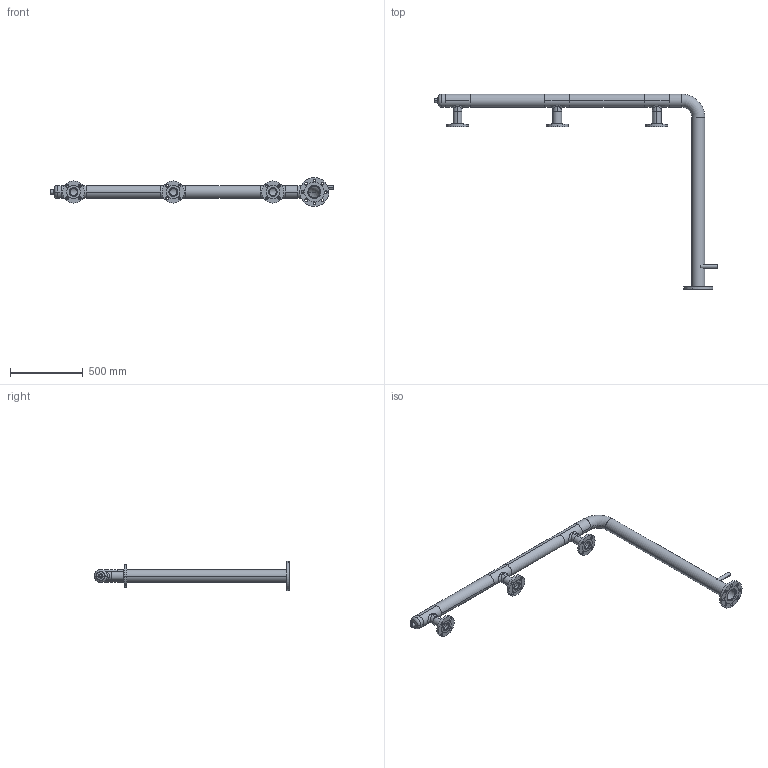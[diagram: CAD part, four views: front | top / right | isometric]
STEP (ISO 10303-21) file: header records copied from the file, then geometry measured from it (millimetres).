
FILE_DESCRIPTION (( 'STEP AP203' ), '1' );
FILE_NAME ('3996-50_REV_.step', '2026-03-02T23:57:32', ( '' ), ( '' ), 'SwSTEP 2.0', 'SolidWorks 2025', '' );
FILE_SCHEMA (( 'CONFIG_CONTROL_DESIGN' ));
Length unit declared in the file: millimetre
Products named in the file (9): 3996-50-10_Default<As Machined>; OEM-1_2-BSPP-3000-316L; OEM-80NB-40-C_316L; OEM-50-150-SO-316L; OEM-80-LR-40-316L_Default<As Machined>; OEM-80x50-T-40-316L; 3996-50-20_Default<As Machined>; 3996-50_REV_; OEM-80NB-PN10-SO-316L_80NB BORE
Assembly tree (12 placements, depth 2):
  3996-50_REV_
    3996-50-10_Default<As Machined>
    OEM-80-LR-40-316L_Default<As Machined>
    OEM-80x50-T-40-316L  x3
    OEM-80NB-40-C_316L
    OEM-80NB-PN10-SO-316L_80NB BORE
    OEM-50-150-SO-316L  x3
    OEM-1_2-BSPP-3000-316L
    3996-50-20_Default<As Machined>
Bounding box: 1951.7 x 1344.45 x 199.81 mm (x, y, z)
Volume: 6000911.8 mm3; surface area: 1986749.1 mm2
Topology: 18 solids, 18 shells, 202 faces, 457 edges, 301 vertices
Faces by surface type: cylinder 134, plane 46, torus 8, bspline 6, sphere 4, cone 4
Entity records: 5885 total; most frequent: CARTESIAN_POINT 1545, DIRECTION 780, ORIENTED_EDGE 602, AXIS2_PLACEMENT_3D 344, EDGE_CURVE 301, VERTEX_POINT 197, CIRCLE 195, EDGE_LOOP 192
